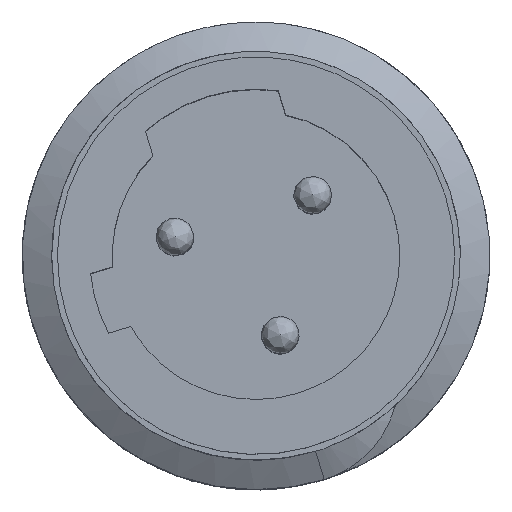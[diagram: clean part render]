
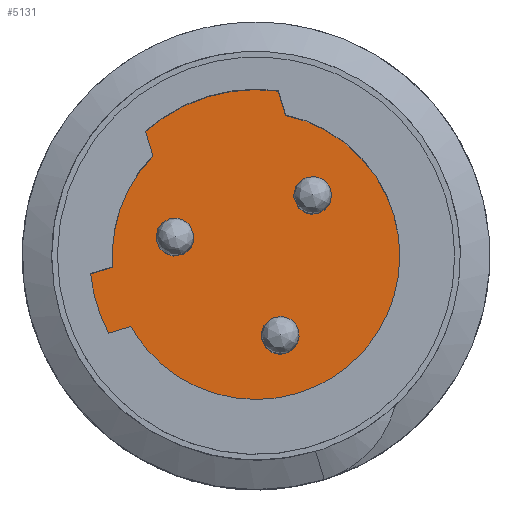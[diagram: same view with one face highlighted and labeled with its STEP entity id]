
A CAD part, top view. The second image highlights one B-rep face of the part: STEP entity #5131.
In plain terms, the highlighted free-form (B-spline) face has degree [1, 1] with [2, 2] control points.
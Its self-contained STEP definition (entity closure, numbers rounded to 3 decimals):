
#1397=CARTESIAN_POINT('',(0.586,4.361,41.1));
#1398=VERTEX_POINT('',#1397);
#1405=CARTESIAN_POINT('',(-2.921,3.291,41.1));
#1406=VERTEX_POINT('',#1405);
#1412=CARTESIAN_POINT('',(-2.921,3.291,41.1));
#1413=CARTESIAN_POINT('',(-1.413,4.629,41.1));
#1414=CARTESIAN_POINT('',(0.586,4.361,41.1));
#1415=(BOUNDED_CURVE()B_SPLINE_CURVE(2,(#1412,#1413,#1414),.CIRCULAR_ARC.,.F.,.U.)B_SPLINE_CURVE_WITH_KNOTS((3,3),(0.,1.),.UNSPECIFIED.)CURVE()GEOMETRIC_REPRESENTATION_ITEM()RATIONAL_B_SPLINE_CURVE((1.,0.909,1.))REPRESENTATION_ITEM(''));
#1416=EDGE_CURVE('',#1406,#1398,#1415,.T.);
#1427=CARTESIAN_POINT('',(0.782,3.719,41.1));
#1428=VERTEX_POINT('',#1427);
#1429=CARTESIAN_POINT('',(0.586,4.361,41.1));
#1430=CARTESIAN_POINT('',(0.782,3.719,41.1));
#1431=B_SPLINE_CURVE_WITH_KNOTS('',1,(#1429,#1430),.POLYLINE_FORM.,.F.,.U.,(2,2),(0.789,1.),.UNSPECIFIED.);
#1432=EDGE_CURVE('',#1398,#1428,#1431,.T.);
#1466=CARTESIAN_POINT('',(-3.307,-1.872,41.1));
#1467=VERTEX_POINT('',#1466);
#1468=CARTESIAN_POINT('',(0.782,3.719,41.1));
#1469=CARTESIAN_POINT('',(0.819,3.711,41.1));
#1470=CARTESIAN_POINT('',(0.857,3.702,41.1));
#1471=CARTESIAN_POINT('',(7.269,2.218,41.1));
#1472=CARTESIAN_POINT('',(2.778,-2.593,41.1));
#1473=CARTESIAN_POINT('',(-0.756,-6.379,41.1));
#1474=CARTESIAN_POINT('',(-3.307,-1.872,41.1));
#1475=(BOUNDED_CURVE()B_SPLINE_CURVE(2,(#1468,#1469,#1470,#1471,#1472,#1473,#1474),.CIRCULAR_ARC.,.F.,.U.)B_SPLINE_CURVE_WITH_KNOTS((3,2,2,3),(0.04,0.044,0.377,0.671),.UNSPECIFIED.)CURVE()GEOMETRIC_REPRESENTATION_ITEM()RATIONAL_B_SPLINE_CURVE((0.989,0.994,1.,0.5,1.,0.56,0.895))REPRESENTATION_ITEM(''));
#1476=EDGE_CURVE('',#1428,#1467,#1475,.T.);
#1493=CARTESIAN_POINT('',(-3.893,-2.051,41.1));
#1494=VERTEX_POINT('',#1493);
#1502=CARTESIAN_POINT('',(-3.307,-1.872,41.1));
#1503=CARTESIAN_POINT('',(-3.893,-2.051,41.1));
#1504=B_SPLINE_CURVE_WITH_KNOTS('',1,(#1502,#1503),.POLYLINE_FORM.,.F.,.U.,(2,2),(0.,0.246),.UNSPECIFIED.);
#1505=EDGE_CURVE('',#1467,#1494,#1504,.T.);
#1525=CARTESIAN_POINT('',(-4.375,-0.472,41.1));
#1526=VERTEX_POINT('',#1525);
#1534=CARTESIAN_POINT('',(-3.893,-2.051,41.1));
#1535=CARTESIAN_POINT('',(-4.284,-1.307,41.1));
#1536=CARTESIAN_POINT('',(-4.375,-0.472,41.1));
#1537=(BOUNDED_CURVE()B_SPLINE_CURVE(2,(#1534,#1535,#1536),.CIRCULAR_ARC.,.F.,.U.)B_SPLINE_CURVE_WITH_KNOTS((3,3),(0.,1.),.UNSPECIFIED.)CURVE()GEOMETRIC_REPRESENTATION_ITEM()RATIONAL_B_SPLINE_CURVE((1.,0.982,1.))REPRESENTATION_ITEM(''));
#1538=EDGE_CURVE('',#1494,#1526,#1537,.T.);
#1549=CARTESIAN_POINT('',(-3.789,-0.294,41.1));
#1550=VERTEX_POINT('',#1549);
#1551=CARTESIAN_POINT('',(-4.375,-0.472,41.1));
#1552=CARTESIAN_POINT('',(-3.789,-0.294,41.1));
#1553=B_SPLINE_CURVE_WITH_KNOTS('',1,(#1551,#1552),.POLYLINE_FORM.,.F.,.U.,(2,2),(0.754,1.),.UNSPECIFIED.);
#1554=EDGE_CURVE('',#1526,#1550,#1553,.T.);
#1584=CARTESIAN_POINT('',(-2.725,2.649,41.1));
#1585=VERTEX_POINT('',#1584);
#1586=CARTESIAN_POINT('',(-3.789,-0.294,41.1));
#1587=CARTESIAN_POINT('',(-3.921,1.418,41.1));
#1588=CARTESIAN_POINT('',(-2.725,2.649,41.1));
#1589=(BOUNDED_CURVE()B_SPLINE_CURVE(2,(#1586,#1587,#1588),.CIRCULAR_ARC.,.F.,.U.)B_SPLINE_CURVE_WITH_KNOTS((3,3),(0.83,0.96),.UNSPECIFIED.)CURVE()GEOMETRIC_REPRESENTATION_ITEM()RATIONAL_B_SPLINE_CURVE((0.895,0.747,0.75))REPRESENTATION_ITEM(''));
#1590=EDGE_CURVE('',#1550,#1585,#1589,.T.);
#1610=CARTESIAN_POINT('',(-2.725,2.649,41.1));
#1611=CARTESIAN_POINT('',(-2.921,3.291,41.1));
#1612=B_SPLINE_CURVE_WITH_KNOTS('',1,(#1610,#1611),.POLYLINE_FORM.,.F.,.U.,(2,2),(0.,0.211),.UNSPECIFIED.);
#1613=EDGE_CURVE('',#1585,#1406,#1612,.T.);
#5074=CARTESIAN_POINT('',(5.785,9.335,41.1));
#5075=CARTESIAN_POINT('',(10.012,-4.514,41.1));
#5076=CARTESIAN_POINT('',(-8.064,5.109,41.1));
#5077=CARTESIAN_POINT('',(-3.838,-8.741,41.1));
#5078=B_SPLINE_SURFACE_WITH_KNOTS('',1,1,((#5074,#5075),(#5076,#5077)),.PLANE_SURF.,.F.,.F.,.U.,(2,2),(2,2),(0.,1.),(0.,1.),.UNSPECIFIED.);
#5079=ORIENTED_EDGE('',*,*,#1590,.F.);
#5080=ORIENTED_EDGE('',*,*,#1554,.F.);
#5081=ORIENTED_EDGE('',*,*,#1538,.F.);
#5082=ORIENTED_EDGE('',*,*,#1505,.F.);
#5083=ORIENTED_EDGE('',*,*,#1476,.F.);
#5084=ORIENTED_EDGE('',*,*,#1432,.F.);
#5085=ORIENTED_EDGE('',*,*,#1416,.F.);
#5086=ORIENTED_EDGE('',*,*,#1613,.F.);
#5087=EDGE_LOOP('',(#5079,#5080,#5081,#5082,#5083,#5084,#5085,#5086));
#5088=FACE_OUTER_BOUND('',#5087,.T.);
#5089=CARTESIAN_POINT('',(-2.617,0.352,41.1));
#5090=VERTEX_POINT('',#5089);
#5091=CARTESIAN_POINT('',(-2.617,0.352,41.1));
#5092=CARTESIAN_POINT('',(-2.364,-0.477,41.1));
#5093=CARTESIAN_POINT('',(-1.773,0.156,41.1));
#5094=CARTESIAN_POINT('',(-1.182,0.789,41.1));
#5095=CARTESIAN_POINT('',(-2.026,0.985,41.1));
#5096=CARTESIAN_POINT('',(-2.869,1.18,41.1));
#5097=CARTESIAN_POINT('',(-2.617,0.352,41.1));
#5098=(BOUNDED_CURVE()B_SPLINE_CURVE(2,(#5091,#5092,#5093,#5094,#5095,#5096,#5097),.CIRCULAR_ARC.,.T.,.U.)B_SPLINE_CURVE_WITH_KNOTS((3,2,2,3),(0.,0.333,0.667,1.),.UNSPECIFIED.)CURVE()GEOMETRIC_REPRESENTATION_ITEM()RATIONAL_B_SPLINE_CURVE((1.,0.5,1.,0.5,1.,0.5,1.))REPRESENTATION_ITEM(''));
#5099=EDGE_CURVE('',#5090,#5090,#5098,.T.);
#5100=ORIENTED_EDGE('',*,*,#5099,.F.);
#5101=EDGE_LOOP('',(#5100));
#5102=FACE_BOUND('',#5101,.T.);
#5103=CARTESIAN_POINT('',(1.974,1.753,41.1));
#5104=VERTEX_POINT('',#5103);
#5105=CARTESIAN_POINT('',(1.974,1.753,41.1));
#5106=CARTESIAN_POINT('',(1.722,2.581,41.1));
#5107=CARTESIAN_POINT('',(1.131,1.948,41.1));
#5108=CARTESIAN_POINT('',(0.54,1.315,41.1));
#5109=CARTESIAN_POINT('',(1.383,1.12,41.1));
#5110=CARTESIAN_POINT('',(2.227,0.924,41.1));
#5111=CARTESIAN_POINT('',(1.974,1.753,41.1));
#5112=(BOUNDED_CURVE()B_SPLINE_CURVE(2,(#5105,#5106,#5107,#5108,#5109,#5110,#5111),.CIRCULAR_ARC.,.T.,.U.)B_SPLINE_CURVE_WITH_KNOTS((3,2,2,3),(0.,0.333,0.667,1.),.UNSPECIFIED.)CURVE()GEOMETRIC_REPRESENTATION_ITEM()RATIONAL_B_SPLINE_CURVE((1.,0.5,1.,0.5,1.,0.5,1.))REPRESENTATION_ITEM(''));
#5113=EDGE_CURVE('',#5104,#5104,#5112,.T.);
#5114=ORIENTED_EDGE('',*,*,#5113,.F.);
#5115=EDGE_LOOP('',(#5114));
#5116=FACE_BOUND('',#5115,.T.);
#5117=CARTESIAN_POINT('',(1.117,-1.949,41.1));
#5118=VERTEX_POINT('',#5117);
#5119=CARTESIAN_POINT('',(1.117,-1.949,41.1));
#5120=CARTESIAN_POINT('',(0.865,-1.12,41.1));
#5121=CARTESIAN_POINT('',(0.274,-1.753,41.1));
#5122=CARTESIAN_POINT('',(-0.317,-2.387,41.1));
#5123=CARTESIAN_POINT('',(0.527,-2.582,41.1));
#5124=CARTESIAN_POINT('',(1.37,-2.777,41.1));
#5125=CARTESIAN_POINT('',(1.117,-1.949,41.1));
#5126=(BOUNDED_CURVE()B_SPLINE_CURVE(2,(#5119,#5120,#5121,#5122,#5123,#5124,#5125),.CIRCULAR_ARC.,.T.,.U.)B_SPLINE_CURVE_WITH_KNOTS((3,2,2,3),(0.,0.333,0.667,1.),.UNSPECIFIED.)CURVE()GEOMETRIC_REPRESENTATION_ITEM()RATIONAL_B_SPLINE_CURVE((1.,0.5,1.,0.5,1.,0.5,1.))REPRESENTATION_ITEM(''));
#5127=EDGE_CURVE('',#5118,#5118,#5126,.T.);
#5128=ORIENTED_EDGE('',*,*,#5127,.F.);
#5129=EDGE_LOOP('',(#5128));
#5130=FACE_BOUND('',#5129,.T.);
#5131=ADVANCED_FACE('',(#5088,#5102,#5116,#5130),#5078,.T.);
